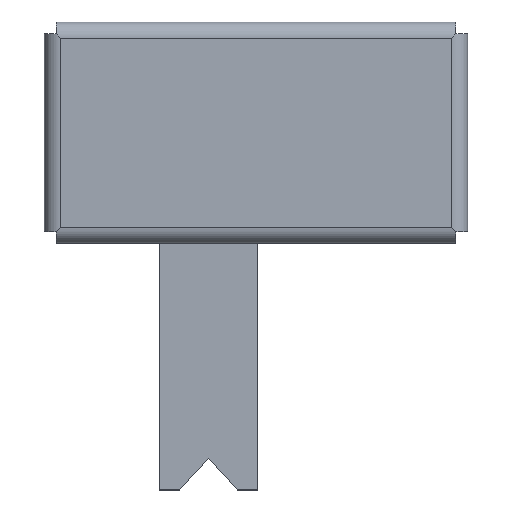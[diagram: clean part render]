
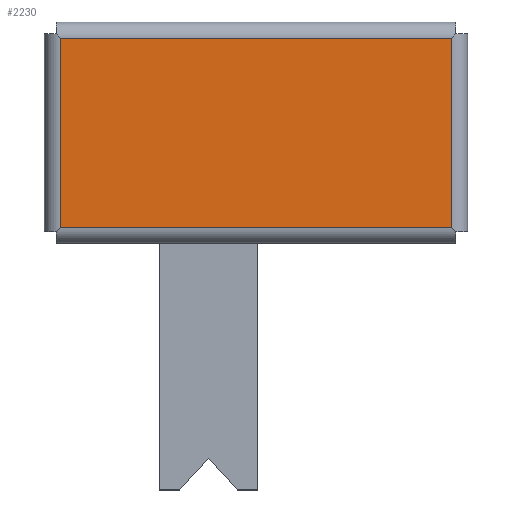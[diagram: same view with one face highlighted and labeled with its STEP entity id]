
A CAD part, top view. The second image highlights one B-rep face of the part: STEP entity #2230.
In plain terms, the highlighted planar face has unit normal (0, 0, 1).
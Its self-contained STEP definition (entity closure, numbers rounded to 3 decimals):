
#324=ORIENTED_EDGE('',*,*,#722,.T.);
#325=ORIENTED_EDGE('',*,*,#731,.T.);
#326=ORIENTED_EDGE('',*,*,#724,.T.);
#327=ORIENTED_EDGE('',*,*,#716,.T.);
#716=EDGE_CURVE('',#923,#922,#1069,.T.);
#722=EDGE_CURVE('',#922,#926,#1070,.T.);
#724=EDGE_CURVE('',#927,#923,#1071,.T.);
#731=EDGE_CURVE('',#926,#927,#1075,.T.);
#922=VERTEX_POINT('',#3208);
#923=VERTEX_POINT('',#3210);
#926=VERTEX_POINT('',#3219);
#927=VERTEX_POINT('',#3224);
#1069=LINE('',#3209,#1252);
#1070=LINE('',#3220,#1253);
#1071=LINE('',#3223,#1254);
#1075=LINE('',#3236,#1258);
#1252=VECTOR('',#2680,1000.);
#1253=VECTOR('',#2693,1000.);
#1254=VECTOR('',#2698,1000.);
#1258=VECTOR('',#2712,1000.);
#1352=EDGE_LOOP('',(#324,#325,#326,#327));
#1445=FACE_BOUND('',#1352,.T.);
#1526=PLANE('',#2368);
#2230=ADVANCED_FACE('',(#1445),#1526,.T.);
#2368=AXIS2_PLACEMENT_3D('',#3238,#2715,#2716);
#2680=DIRECTION('',(1.,0.,0.));
#2693=DIRECTION('',(0.,1.,0.));
#2698=DIRECTION('',(0.,-1.,0.));
#2712=DIRECTION('',(-1.,0.,0.));
#2715=DIRECTION('',(0.,0.,1.));
#2716=DIRECTION('',(1.,0.,0.));
#3208=CARTESIAN_POINT('',(3.97,-1.92,4.7));
#3209=CARTESIAN_POINT('',(4.3,-1.92,4.7));
#3210=CARTESIAN_POINT('',(-3.97,-1.92,4.7));
#3219=CARTESIAN_POINT('',(3.97,1.92,4.7));
#3220=CARTESIAN_POINT('',(3.97,2.25,4.7));
#3223=CARTESIAN_POINT('',(-3.97,-2.25,4.7));
#3224=CARTESIAN_POINT('',(-3.97,1.92,4.7));
#3236=CARTESIAN_POINT('',(-4.3,1.92,4.7));
#3238=CARTESIAN_POINT('',(0.,0.,4.7));
